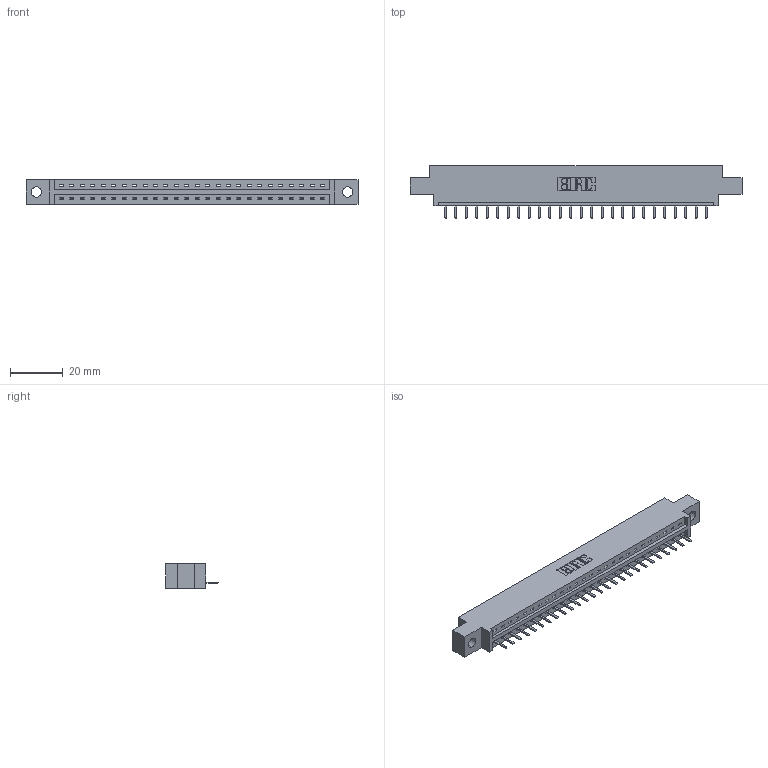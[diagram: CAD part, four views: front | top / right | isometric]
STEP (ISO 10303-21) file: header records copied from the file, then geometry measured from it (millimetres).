
FILE_DESCRIPTION (( 'STEP AP203' ), '1' );
FILE_NAME ('387-026-520-604.STEP', '2019-10-03T12:16:28', ( '' ), ( '' ), 'SwSTEP 2.0', 'SolidWorks 2016', '' );
FILE_SCHEMA (( 'CONFIG_CONTROL_DESIGN' ));
Length unit declared in the file: inch
Products named in the file (3): 345-292-001_345-293-120; 337 Part_0.170 Offset - 0.156 Dia-TH; 387-026-520-604
Assembly tree (27 placements, depth 2):
  387-026-520-604
    337 Part_0.170 Offset - 0.156 Dia-TH
    345-292-001_345-293-120  x26
Bounding box: 126.03 x 20.02 x 9.4 mm (x, y, z)
Volume: 12618.8 mm3; surface area: 12573.4 mm2
Topology: 27 solids, 27 shells, 1834 faces, 5419 edges, 3542 vertices
Faces by surface type: plane 1322, cylinder 512
Entity records: 21645 total; most frequent: CARTESIAN_POINT 3788, ORIENTED_EDGE 3738, DIRECTION 3209, EDGE_CURVE 1869, VECTOR 1737, LINE 1737, VERTEX_POINT 1242, AXIS2_PLACEMENT_3D 736
